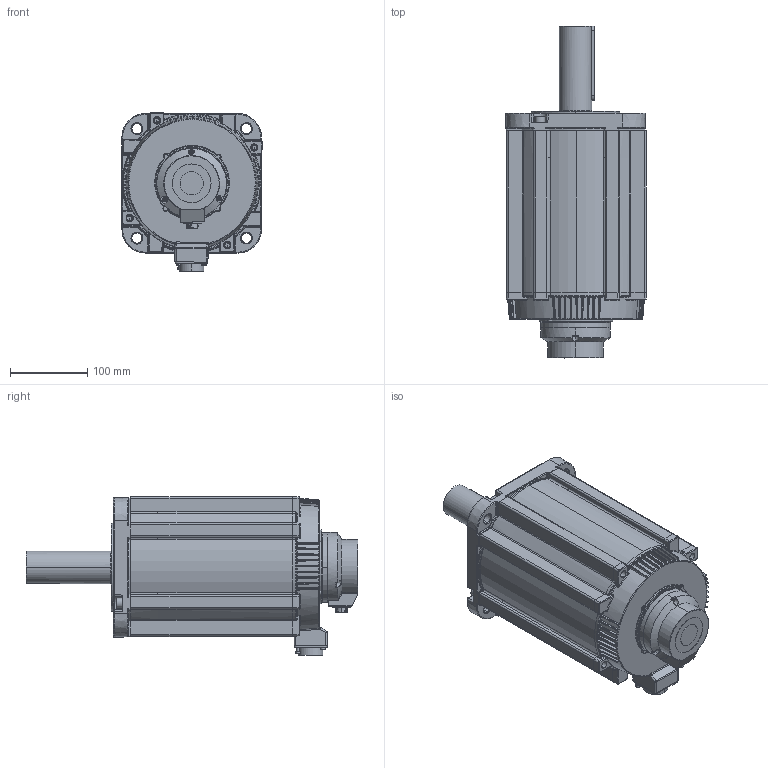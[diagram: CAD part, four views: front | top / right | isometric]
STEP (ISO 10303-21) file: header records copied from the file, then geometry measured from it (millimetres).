
FILE_DESCRIPTION((''),'2;1');
FILE_NAME('7500','2023-06-29T18:34:12',('ms28071'),(''),'CREO PARAMETRIC BY PTC INC, 2018100','CREO PARAMETRIC BY PTC INC, 2018100','');
FILE_SCHEMA(('CONFIG_CONTROL_DESIGN'));
Length unit declared in the file: millimetre
Products named in the file (1): 7500
Bounding box: 181.07 x 428.9 x 205.13 mm (x, y, z)
Surface area: 818082 mm2 (no closed solid volume)
Topology: 0 solids, 90 shells, 3001 faces, 8018 edges, 5114 vertices
Faces by surface type: cylinder 1117, plane 1000, bspline 265, torus 263, cone 240, sphere 114, revolution 2
Entity records: 108744 total; most frequent: CARTESIAN_POINT 36571, ORIENTED_EDGE 15492, DIRECTION 14689, EDGE_CURVE 7800, AXIS2_PLACEMENT_3D 5863, VERTEX_POINT 5113, EDGE_LOOP 3283, CIRCLE 3129
